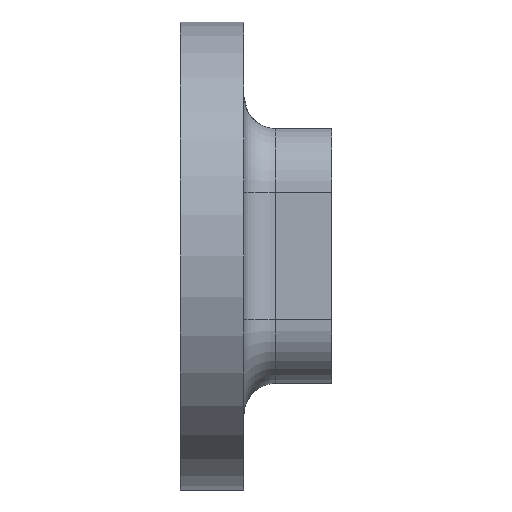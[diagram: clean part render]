
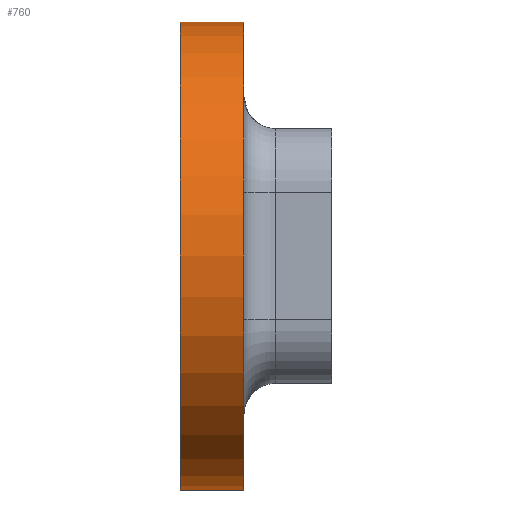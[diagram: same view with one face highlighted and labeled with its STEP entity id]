
A CAD part, left-side view. The second image highlights one B-rep face of the part: STEP entity #760.
In plain terms, the highlighted cylindrical face has radius 11.012 mm (diameter 22.025 mm), a partial arc.
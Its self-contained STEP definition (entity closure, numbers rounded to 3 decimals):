
#2 = LINE ( 'NONE', #6, #321 ) ;
#6 = CARTESIAN_POINT ( 'NONE',  ( -8.25, 4.15, 17.012 ) ) ;
#41 = LINE ( 'NONE', #779, #686 ) ;
#90 = DIRECTION ( 'NONE',  ( 0., 0., 1. ) ) ;
#96 = CARTESIAN_POINT ( 'NONE',  ( -8.25, 4.15, 6. ) ) ;
#123 = ORIENTED_EDGE ( 'NONE', *, *, #252, .T. ) ;
#143 = FACE_OUTER_BOUND ( 'NONE', #269, .T. ) ;
#165 = CARTESIAN_POINT ( 'NONE',  ( -8.25, 7.15, 17.012 ) ) ;
#166 = VERTEX_POINT ( 'NONE', #165 ) ;
#250 = AXIS2_PLACEMENT_3D ( 'NONE', #828, #487, #401 ) ;
#252 = EDGE_CURVE ( 'NONE', #481, #166, #2, .T. ) ;
#269 = EDGE_LOOP ( 'NONE', ( #329, #1079, #123, #819 ) ) ;
#316 = EDGE_CURVE ( 'NONE', #691, #481, #684, .T. ) ;
#321 = VECTOR ( 'NONE', #1018, 1000. ) ;
#329 = ORIENTED_EDGE ( 'NONE', *, *, #621, .F. ) ;
#347 = CARTESIAN_POINT ( 'NONE',  ( -8.25, 4.15, -5.012 ) ) ;
#365 = DIRECTION ( 'NONE',  ( 0., 1., 0. ) ) ;
#384 = DIRECTION ( 'NONE',  ( 0., 1., 0. ) ) ;
#401 = DIRECTION ( 'NONE',  ( 0., 0., 1. ) ) ;
#437 = CARTESIAN_POINT ( 'NONE',  ( -8.25, 7.15, -5.012 ) ) ;
#444 = AXIS2_PLACEMENT_3D ( 'NONE', #1009, #509, #90 ) ;
#481 = VERTEX_POINT ( 'NONE', #888 ) ;
#487 = DIRECTION ( 'NONE',  ( 0., 1., 0. ) ) ;
#496 = CIRCLE ( 'NONE', #444, 11.012 ) ;
#509 = DIRECTION ( 'NONE',  ( 0., 1., 0. ) ) ;
#621 = EDGE_CURVE ( 'NONE', #691, #988, #41, .T. ) ;
#674 = EDGE_CURVE ( 'NONE', #988, #166, #496, .T. ) ;
#684 = CIRCLE ( 'NONE', #714, 11.012 ) ;
#686 = VECTOR ( 'NONE', #365, 1000. ) ;
#691 = VERTEX_POINT ( 'NONE', #347 ) ;
#714 = AXIS2_PLACEMENT_3D ( 'NONE', #96, #384, #1033 ) ;
#760 = ADVANCED_FACE ( 'NONE', ( #143 ), #1059, .T. ) ;
#779 = CARTESIAN_POINT ( 'NONE',  ( -8.25, 4.15, -5.012 ) ) ;
#819 = ORIENTED_EDGE ( 'NONE', *, *, #674, .F. ) ;
#828 = CARTESIAN_POINT ( 'NONE',  ( -8.25, 4.15, 6. ) ) ;
#888 = CARTESIAN_POINT ( 'NONE',  ( -8.25, 4.15, 17.012 ) ) ;
#988 = VERTEX_POINT ( 'NONE', #437 ) ;
#1009 = CARTESIAN_POINT ( 'NONE',  ( -8.25, 7.15, 6. ) ) ;
#1018 = DIRECTION ( 'NONE',  ( 0., 1., 0. ) ) ;
#1033 = DIRECTION ( 'NONE',  ( 0., 0., 1. ) ) ;
#1059 = CYLINDRICAL_SURFACE ( 'NONE', #250, 11.012 ) ;
#1079 = ORIENTED_EDGE ( 'NONE', *, *, #316, .T. ) ;
